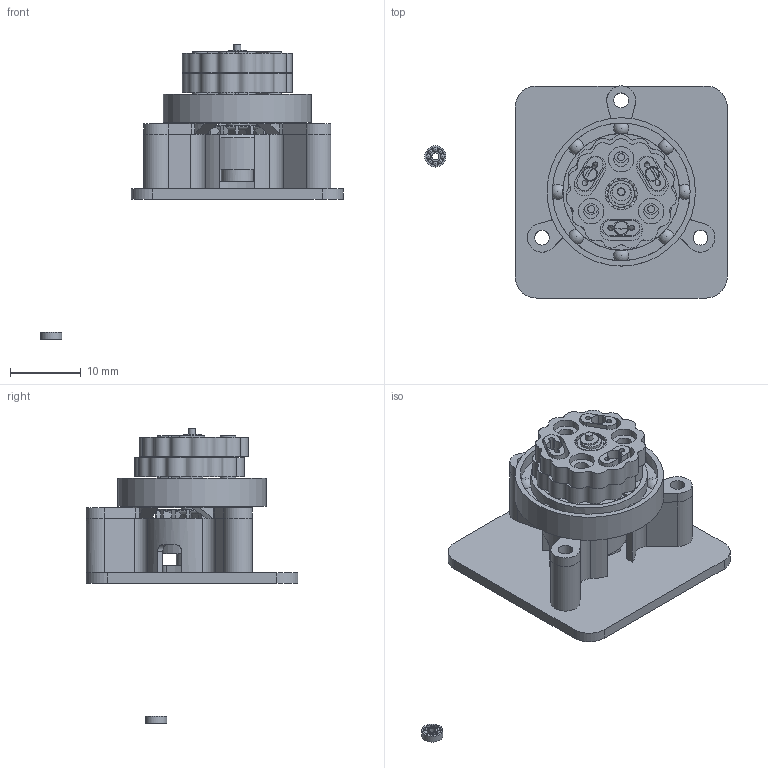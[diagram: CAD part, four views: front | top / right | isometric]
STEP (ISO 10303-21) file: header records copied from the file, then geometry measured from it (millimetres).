
FILE_DESCRIPTION(/* description */ ('STEP AP242','CAx-IF Rec.Pracs.---Representation and Presentation of Product Manufacturing Information (PMI)---4.0---2014-10-13','CAx-IF Rec.Pracs.---3D Tessellated Geometry---0.4---2014-09-14','2;1'),/* implementation_level */ '2;1');
FILE_NAME(/* name */ '66a6d944c5476c571dc28d24',/* time_stamp */ '2024-07-28T23:50:29Z',/* author */ (''),/* organization */ (''),/* preprocessor_version */ 'ST-DEVELOPER v20',/* originating_system */ ' ',/* authorisation */ ' ');
FILE_SCHEMA (('AP242_MANAGED_MODEL_BASED_3D_ENGINEERING_MIM_LF { 1 0 10303 442 1 1 4 }'));
Length unit declared in the file: metre
Products named in the file (14): Cycloidal Assembly; Bearing; center shaft top; center shaft extension rod; base gearbox plate; center shaft bottom; 1st disk; motor mount; 2nd disk; Happymodel SE0802 <1>; Motor; bell
Assembly tree (14 placements, depth 3):
  Cycloidal Assembly
    Bearing  x2
    Bearing
    center shaft top
    center shaft extension rod
    base gearbox plate
    center shaft bottom
    1st disk
    motor mount
    Bearing
    2nd disk
    Happymodel SE0802 <1>
      Motor
      bell
Bounding box: 42.8 x 30 x 41.71 mm (x, y, z)
Volume: 4198.6 mm3; surface area: 8579.2 mm2
Topology: 13 solids, 13 shells, 643 faces, 1926 edges, 1267 vertices
Faces by surface type: plane 354, cylinder 195, sphere 64, bspline 28, cone 2
Full cylindrical faces by diameter (mm): 1 x8, 1.1 x2, 1.3 x1, 1.4 x3, 1.5 x2, 1.6 x3, 1.85 x3, 2.1 x12, 2.4 x5, 2.5 x2, 3 x7, 3.06 x2, 3.3 x2, 3.6 x6, 3.75 x4, 4.5 x4, 5.25 x4, 6 x4, 9.1 x1, 10.5 x2, 15 x1, 16.5 x2, 19.5 x2, 21 x1
Entity records: 24016 total; most frequent: CARTESIAN_POINT 7812, DIRECTION 3119, ORIENTED_EDGE 3020, EDGE_CURVE 1510, AXIS2_PLACEMENT_3D 1227, VERTEX_POINT 1035, EDGE_LOOP 791, FACE_BOUND 791
